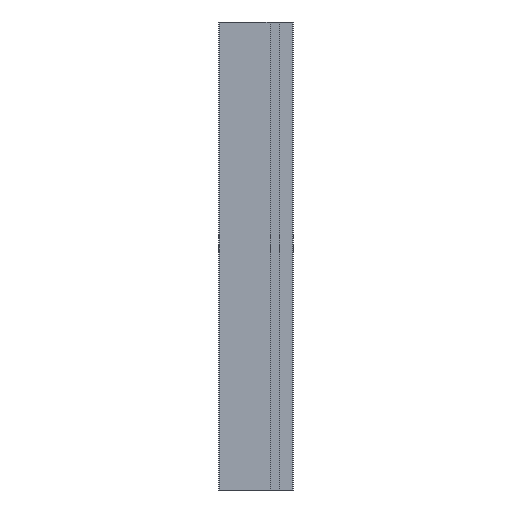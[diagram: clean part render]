
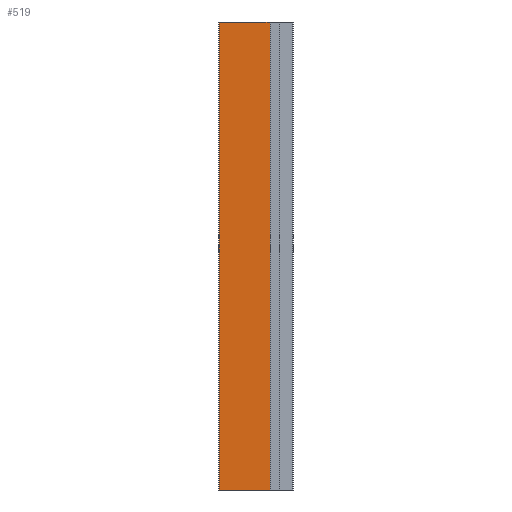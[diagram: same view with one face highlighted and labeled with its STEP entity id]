
A CAD part, left-side view. The second image highlights one B-rep face of the part: STEP entity #519.
In plain terms, the highlighted planar face has unit normal (-1, 0, 0).
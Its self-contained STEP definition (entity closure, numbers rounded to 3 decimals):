
#24=PLANE('',#580);
#49=FACE_OUTER_BOUND('',#76,.T.);
#76=EDGE_LOOP('',(#408,#409,#410,#411));
#121=LINE('',#842,#178);
#122=LINE('',#846,#179);
#123=LINE('',#848,#180);
#124=LINE('',#849,#181);
#178=VECTOR('',#689,1000.);
#179=VECTOR('',#694,1000.);
#180=VECTOR('',#695,1000.);
#181=VECTOR('',#696,1000.);
#251=VERTEX_POINT('',#839);
#252=VERTEX_POINT('',#841);
#253=VERTEX_POINT('',#845);
#254=VERTEX_POINT('',#847);
#316=EDGE_CURVE('',#252,#251,#121,.T.);
#318=EDGE_CURVE('',#251,#253,#122,.T.);
#319=EDGE_CURVE('',#254,#253,#123,.T.);
#320=EDGE_CURVE('',#252,#254,#124,.T.);
#408=ORIENTED_EDGE('',*,*,#318,.T.);
#409=ORIENTED_EDGE('',*,*,#319,.F.);
#410=ORIENTED_EDGE('',*,*,#320,.F.);
#411=ORIENTED_EDGE('',*,*,#316,.T.);
#519=ADVANCED_FACE('',(#49),#24,.F.);
#580=AXIS2_PLACEMENT_3D('',#844,#692,#693);
#689=DIRECTION('',(0.,0.,-1.));
#692=DIRECTION('center_axis',(1.,0.,0.));
#693=DIRECTION('ref_axis',(0.,1.,0.));
#694=DIRECTION('',(0.,-1.,0.));
#695=DIRECTION('',(0.,0.,-1.));
#696=DIRECTION('',(0.,-1.,0.));
#839=CARTESIAN_POINT('',(33.979,63.998,0.));
#841=CARTESIAN_POINT('',(33.979,63.998,500.));
#842=CARTESIAN_POINT('',(33.979,63.998,1000.));
#844=CARTESIAN_POINT('Origin',(33.979,63.998,1000.));
#845=CARTESIAN_POINT('',(33.979,10.,0.));
#846=CARTESIAN_POINT('',(33.979,63.998,0.));
#847=CARTESIAN_POINT('',(33.979,10.,500.));
#848=CARTESIAN_POINT('',(33.979,10.,1000.));
#849=CARTESIAN_POINT('',(33.979,63.998,500.));
